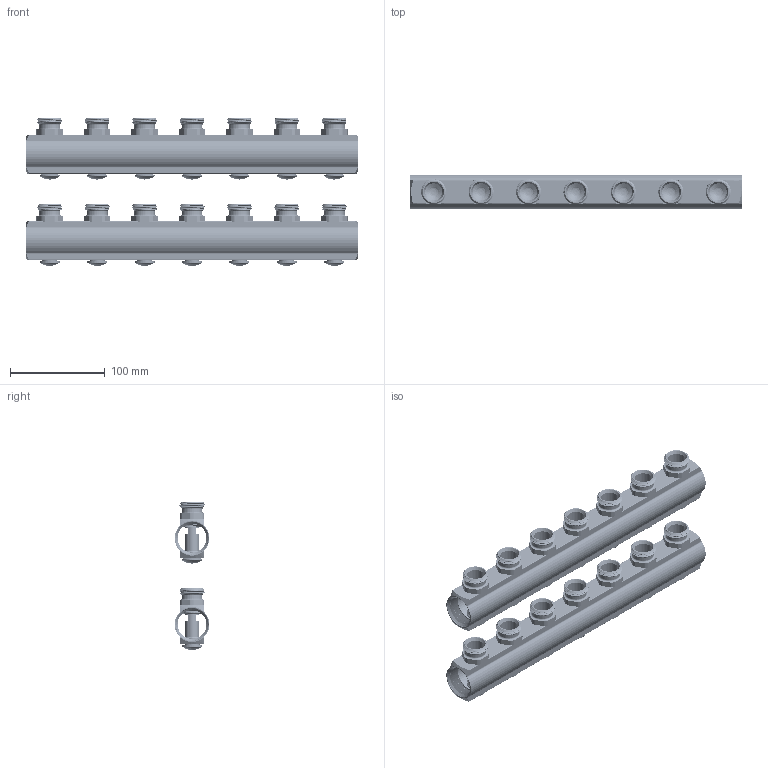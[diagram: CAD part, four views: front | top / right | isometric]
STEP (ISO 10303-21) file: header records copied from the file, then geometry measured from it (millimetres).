
FILE_DESCRIPTION((''),'2;1');
FILE_NAME('088U0547_ASM','2023-05-16T15:43:58',('U258971'),(''),'CREO PARAMETRIC BY PTC INC, 2020342','CREO PARAMETRIC BY PTC INC, 2020342','');
FILE_SCHEMA(('CONFIG_CONTROL_DESIGN'));
Length unit declared in the file: millimetre
Products named in the file (6): 088U7307_7LOOPS_19; 088U7304_16; 088U7310_ASM_12_ASM; 088U0593-MANIFOLD_12; 088U0545_ASM_1_ASM; 088U0547_ASM
Assembly tree (32 placements, depth 4):
  088U0547_ASM
    088U0545_ASM_1_ASM
      088U7307_7LOOPS_19  x2
      088U7310_ASM_12_ASM  x14
        088U7304_16
      088U0593-MANIFOLD_12  x14
Bounding box: 350 x 36.55 x 155.78 mm (x, y, z)
Volume: 409789 mm3; surface area: 337065 mm2
Topology: 30 solids, 92 shells, 3516 faces, 9910 edges, 6562 vertices
Faces by surface type: cylinder 1592, bspline 548, plane 498, cone 464, torus 344, sphere 56, extrusion 14
Entity records: 34735 total; most frequent: CARTESIAN_POINT 20352, ORIENTED_EDGE 3304, DIRECTION 2510, EDGE_CURVE 1681, VERTEX_POINT 1139, AXIS2_PLACEMENT_3D 1057, B_SPLINE_CURVE_WITH_KNOTS 736, EDGE_LOOP 615
